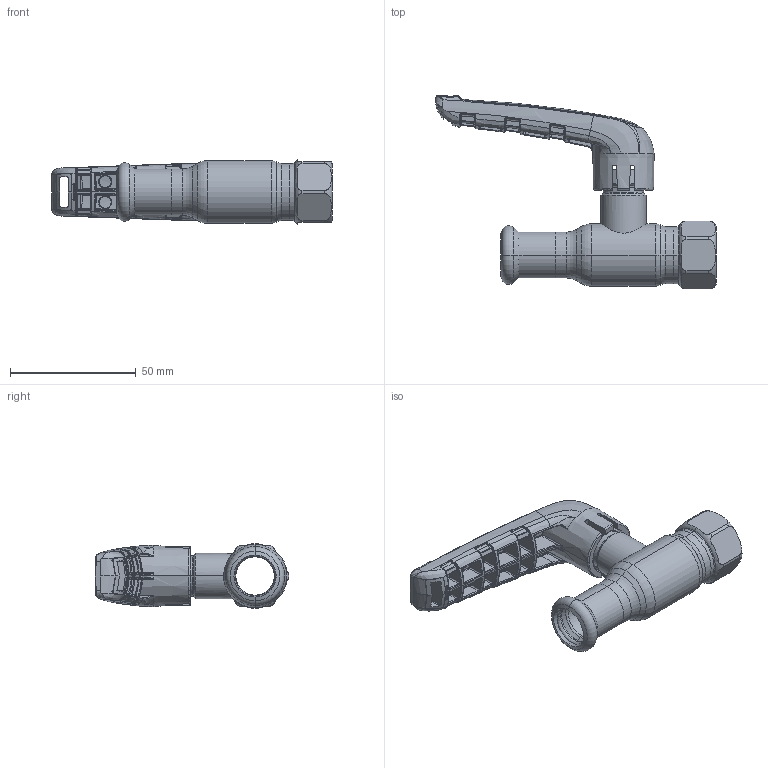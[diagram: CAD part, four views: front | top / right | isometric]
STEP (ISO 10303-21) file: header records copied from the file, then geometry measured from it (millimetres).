
FILE_DESCRIPTION (( 'STEP AP214' ), '1' );
FILE_NAME ('XPR21000 DN10 G12 x 15.step', '2018-09-25T10:46:32', ( '' ), ( '' ), 'SwSTEP 2.0', 'SolidWorks 2017', '' );
FILE_SCHEMA (( 'AUTOMOTIVE_DESIGN' ));
Length unit declared in the file: millimetre
Products named in the file (1): XPR21000 DN10 G12 x 15
Bounding box: 111.78 x 77.18 x 25.68 mm (x, y, z)
Surface area: 20208.9 mm2 (no closed solid volume)
Topology: 0 solids, 9 shells, 841 faces, 2506 edges, 1574 vertices
Faces by surface type: bspline 679, plane 67, cylinder 42, torus 27, cone 26
Entity records: 61193 total; most frequent: CARTESIAN_POINT 35602, ORIENTED_EDGE 4307, EDGE_CURVE 2478, B_SPLINE_CURVE_WITH_KNOTS 1717, DIRECTION 1656, VERTEX_POINT 1574, EDGE_LOOP 864, UNCERTAINTY_MEASURE_WITH_UNIT 843
